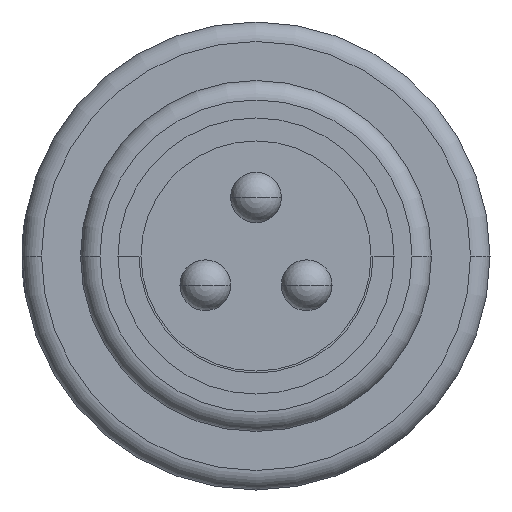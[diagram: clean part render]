
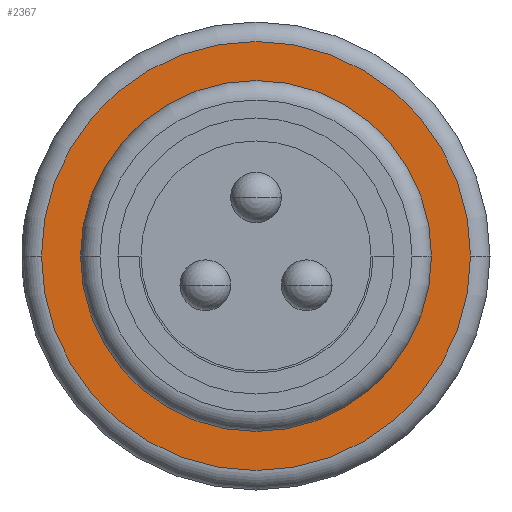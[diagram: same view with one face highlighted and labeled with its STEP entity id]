
A CAD part, left-side view. The second image highlights one B-rep face of the part: STEP entity #2367.
In plain terms, the highlighted planar face has unit normal (-1, 0, 0).
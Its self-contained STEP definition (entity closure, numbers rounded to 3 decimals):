
#232=CARTESIAN_POINT('',(-2.4,0.,0.));
#233=DIRECTION('',(-1.,0.,0.));
#234=DIRECTION('',(0.,1.,0.));
#235=AXIS2_PLACEMENT_3D('',#232,#233,#234);
#255=CARTESIAN_POINT('',(-2.4,0.,0.));
#256=DIRECTION('',(1.,0.,0.));
#257=DIRECTION('',(0.,1.,0.));
#258=AXIS2_PLACEMENT_3D('',#255,#256,#257);
#263=CARTESIAN_POINT('',(-2.4,0.,0.));
#264=DIRECTION('',(-1.,0.,0.));
#265=DIRECTION('',(0.,-1.,0.));
#266=AXIS2_PLACEMENT_3D('',#263,#264,#265);
#271=CARTESIAN_POINT('',(-2.4,0.,0.));
#272=DIRECTION('',(-1.,0.,0.));
#273=DIRECTION('',(0.,1.,0.));
#274=AXIS2_PLACEMENT_3D('',#271,#272,#273);
#2027=CARTESIAN_POINT('',(-2.4,4.5,0.));
#2028=CARTESIAN_POINT('',(-2.4,-4.5,0.));
#2029=VERTEX_POINT('',#2027);
#2030=VERTEX_POINT('',#2028);
#2107=CARTESIAN_POINT('',(-2.4,-5.5,0.));
#2108=CARTESIAN_POINT('',(-2.4,5.5,0.));
#2109=VERTEX_POINT('',#2107);
#2110=VERTEX_POINT('',#2108);
#2352=CARTESIAN_POINT('',(-2.4,0.,0.));
#2353=DIRECTION('',(1.,0.,0.));
#2354=DIRECTION('',(0.,-1.,0.));
#2355=AXIS2_PLACEMENT_3D('',#2352,#2353,#2354);
#2356=PLANE('',#2355);
#2358=ORIENTED_EDGE('',*,*,#2357,.F.);
#2360=ORIENTED_EDGE('',*,*,#2359,.F.);
#2361=EDGE_LOOP('',(#2358,#2360));
#2362=FACE_OUTER_BOUND('',#2361,.F.);
#2363=ORIENTED_EDGE('',*,*,#2346,.F.);
#2364=ORIENTED_EDGE('',*,*,#2332,.T.);
#2365=EDGE_LOOP('',(#2363,#2364));
#2366=FACE_BOUND('',#2365,.F.);
#236=CIRCLE('',#235,4.5);
#259=CIRCLE('',#258,4.5);
#267=CIRCLE('',#266,5.5);
#275=CIRCLE('',#274,5.5);
#2332=EDGE_CURVE('',#2029,#2030,#236,.T.);
#2346=EDGE_CURVE('',#2029,#2030,#259,.T.);
#2357=EDGE_CURVE('',#2109,#2110,#267,.T.);
#2359=EDGE_CURVE('',#2110,#2109,#275,.T.);
#2367=ADVANCED_FACE('',(#2362,#2366),#2356,.F.);
